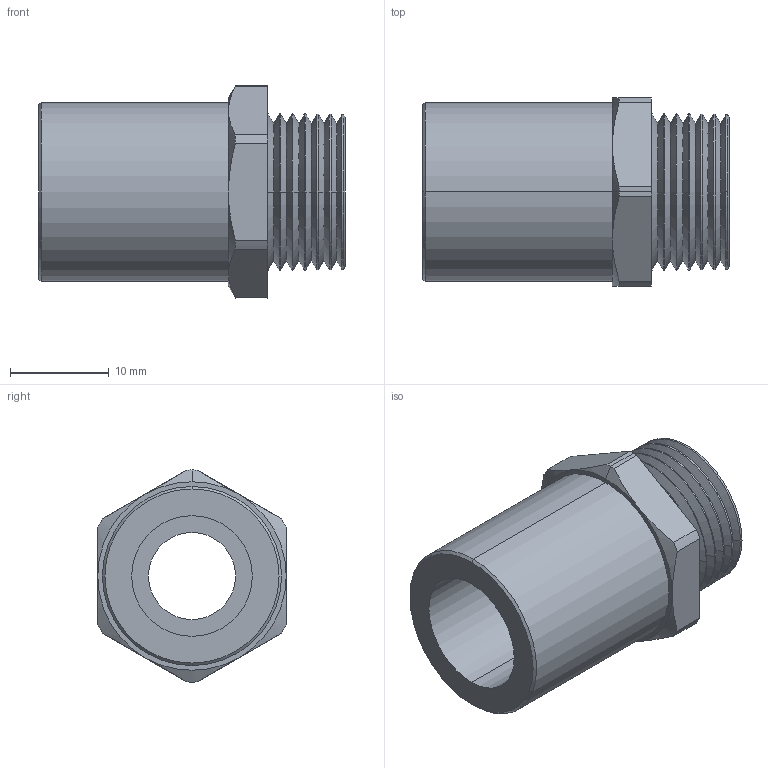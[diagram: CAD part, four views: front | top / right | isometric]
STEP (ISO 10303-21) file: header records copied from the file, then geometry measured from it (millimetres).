
FILE_DESCRIPTION (( 'STEP AP214' ), '1' );
FILE_NAME ('SM16MA-BK.STEP', '2007-12-24T03:00:40', ( '*' ), ( '' ), 'SwSTEP 2.0', 'SolidWorks 2007', '' );
FILE_SCHEMA (( 'AUTOMOTIVE_DESIGN' ));
Length unit declared in the file: inch
Products named in the file (1): SM16MA-BK
Bounding box: 30.99 x 19.05 x 21.43 mm (x, y, z)
Volume: 4433.5 mm3; surface area: 3574.1 mm2
Topology: 1 solids, 1 shells, 71 faces, 177 edges, 111 vertices
Faces by surface type: cone 49, cylinder 11, plane 11
Entity records: 2247 total; most frequent: CARTESIAN_POINT 432, DIRECTION 408, ORIENTED_EDGE 354, EDGE_CURVE 177, AXIS2_PLACEMENT_3D 171, VERTEX_POINT 111, CIRCLE 99, EDGE_LOOP 76
